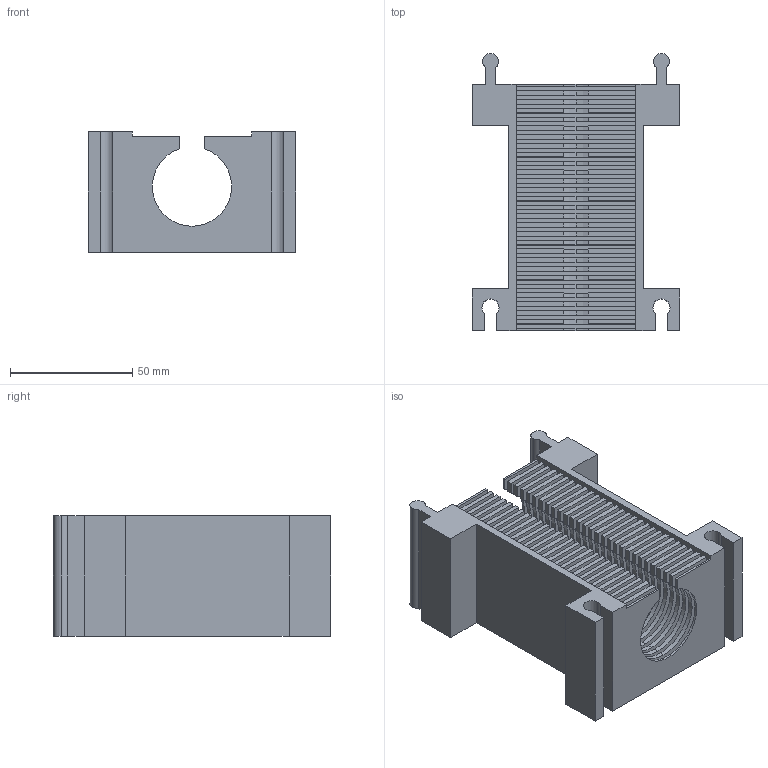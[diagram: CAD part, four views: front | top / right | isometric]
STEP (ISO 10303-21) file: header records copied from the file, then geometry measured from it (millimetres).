
FILE_DESCRIPTION (( 'STEP AP214' ), '1' );
FILE_NAME ('Diffusion_region_28_electrodes.STEP', '2023-06-01T14:33:24', ( '' ), ( '' ), 'SwSTEP 2.0', 'SolidWorks 2020', '' );
FILE_SCHEMA (( 'AUTOMOTIVE_DESIGN' ));
Length unit declared in the file: millimetre
Products named in the file (1): Diffusion_region_28_electrodes
Bounding box: 85 x 113.45 x 49.5 mm (x, y, z)
Volume: 162446.5 mm3; surface area: 121705.8 mm2
Topology: 1 solids, 1 shells, 455 faces, 1299 edges, 866 vertices
Faces by surface type: plane 326, cylinder 70, bspline 59
Entity records: 17861 total; most frequent: CARTESIAN_POINT 6208, ORIENTED_EDGE 2598, DIRECTION 2115, EDGE_CURVE 1299, VECTOR 1041, LINE 1041, VERTEX_POINT 866, AXIS2_PLACEMENT_3D 537
